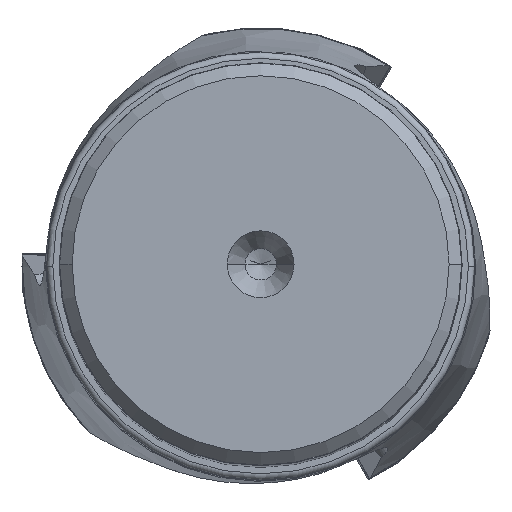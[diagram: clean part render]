
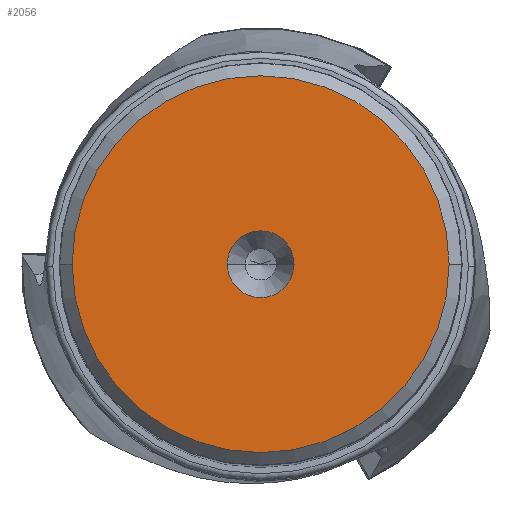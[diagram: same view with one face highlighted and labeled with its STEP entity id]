
A CAD part, top view. The second image highlights one B-rep face of the part: STEP entity #2056.
In plain terms, the highlighted planar face has unit normal (0, 0, 1).
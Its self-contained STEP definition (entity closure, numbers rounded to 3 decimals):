
#176=FACE_BOUND('',#3122,.T.);
#177=FACE_BOUND('',#3123,.T.);
#2056=ADVANCED_FACE('',(#176,#177),#2421,.T.);
#2421=PLANE('',#9396);
#3122=EDGE_LOOP('',(#4539,#4540,#4541,#4542));
#3123=EDGE_LOOP('',(#4543,#4544));
#4539=ORIENTED_EDGE('',*,*,#7565,.F.);
#4540=ORIENTED_EDGE('',*,*,#7564,.F.);
#4541=ORIENTED_EDGE('',*,*,#7566,.F.);
#4542=ORIENTED_EDGE('',*,*,#7567,.F.);
#4543=ORIENTED_EDGE('',*,*,#7568,.F.);
#4544=ORIENTED_EDGE('',*,*,#7569,.F.);
#6509=VERTEX_POINT('',#15821);
#6510=VERTEX_POINT('',#15823);
#6511=VERTEX_POINT('',#15825);
#6512=VERTEX_POINT('',#15829);
#6513=VERTEX_POINT('',#15832);
#6514=VERTEX_POINT('',#15833);
#7564=EDGE_CURVE('',#6510,#6511,#8418,.T.);
#7565=EDGE_CURVE('',#6511,#6509,#8419,.T.);
#7566=EDGE_CURVE('',#6512,#6510,#8420,.T.);
#7567=EDGE_CURVE('',#6509,#6512,#8421,.T.);
#7568=EDGE_CURVE('',#6513,#6514,#8422,.T.);
#7569=EDGE_CURVE('',#6514,#6513,#8423,.T.);
#8418=CIRCLE('',#9389,14.965);
#8419=CIRCLE('',#9390,14.965);
#8420=CIRCLE('',#9392,14.965);
#8421=CIRCLE('',#9393,14.965);
#8422=CIRCLE('',#9394,2.65);
#8423=CIRCLE('',#9395,2.65);
#9389=AXIS2_PLACEMENT_3D('',#15824,#10930,#10931);
#9390=AXIS2_PLACEMENT_3D('',#15826,#10932,#10933);
#9392=AXIS2_PLACEMENT_3D('',#15828,#10936,#10937);
#9393=AXIS2_PLACEMENT_3D('',#15830,#10938,#10939);
#9394=AXIS2_PLACEMENT_3D('',#15831,#10940,#10941);
#9395=AXIS2_PLACEMENT_3D('',#15834,#10942,#10943);
#9396=AXIS2_PLACEMENT_3D('',#15835,#10944,#10945);
#10930=DIRECTION('',(0.,0.,-1.));
#10931=DIRECTION('',(-1.,0.,0.));
#10932=DIRECTION('',(0.,0.,-1.));
#10933=DIRECTION('',(0.,1.,0.));
#10936=DIRECTION('',(0.,0.,-1.));
#10937=DIRECTION('',(0.,-1.,0.));
#10938=DIRECTION('',(0.,0.,-1.));
#10939=DIRECTION('',(1.,0.,0.));
#10940=DIRECTION('',(0.,0.,1.));
#10941=DIRECTION('',(1.,0.,0.));
#10942=DIRECTION('',(0.,0.,1.));
#10943=DIRECTION('',(-1.,0.,0.));
#10944=DIRECTION('',(0.,0.,1.));
#10945=DIRECTION('',(1.,0.,0.));
#15821=CARTESIAN_POINT('',(14.965,0.,0.));
#15823=CARTESIAN_POINT('',(-14.965,0.,0.));
#15824=CARTESIAN_POINT('',(0.,0.,0.));
#15825=CARTESIAN_POINT('',(0.,14.965,0.));
#15826=CARTESIAN_POINT('',(0.,0.,0.));
#15828=CARTESIAN_POINT('',(0.,0.,0.));
#15829=CARTESIAN_POINT('',(0.,-14.965,0.));
#15830=CARTESIAN_POINT('',(0.,0.,0.));
#15831=CARTESIAN_POINT('',(0.,0.,0.));
#15832=CARTESIAN_POINT('',(2.65,0.,0.));
#15833=CARTESIAN_POINT('',(-2.65,0.,0.));
#15834=CARTESIAN_POINT('',(0.,0.,0.));
#15835=CARTESIAN_POINT('',(0.,0.001,0.));
